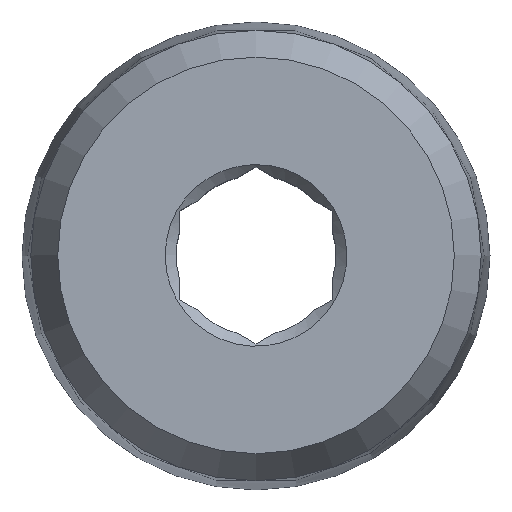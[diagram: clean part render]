
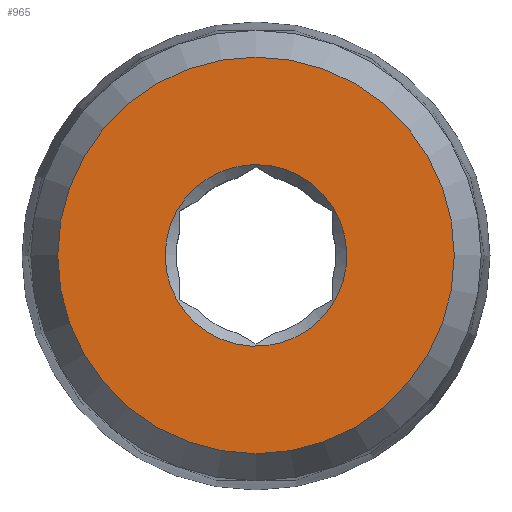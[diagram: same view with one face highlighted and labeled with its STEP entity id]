
A CAD part, top view. The second image highlights one B-rep face of the part: STEP entity #965.
In plain terms, the highlighted planar face has unit normal (0, 0, 1).
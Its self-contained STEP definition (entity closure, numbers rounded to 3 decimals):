
#27=PLANE('',#1049);
#121=CIRCLE('',#995,4.15);
#149=CIRCLE('',#1050,9.059);
#253=ORIENTED_EDGE('',*,*,#383,.F.);
#254=ORIENTED_EDGE('',*,*,#331,.T.);
#331=EDGE_CURVE('',#411,#411,#121,.T.);
#383=EDGE_CURVE('',#451,#451,#149,.T.);
#411=VERTEX_POINT('',#1344);
#451=VERTEX_POINT('',#1463);
#515=EDGE_LOOP('',(#253));
#516=EDGE_LOOP('',(#254));
#587=FACE_BOUND('',#515,.T.);
#588=FACE_BOUND('',#516,.T.);
#965=ADVANCED_FACE('',(#587,#588),#27,.F.);
#995=AXIS2_PLACEMENT_3D('',#1343,#1087,#1088);
#1049=AXIS2_PLACEMENT_3D('',#1461,#1219,#1220);
#1050=AXIS2_PLACEMENT_3D('',#1462,#1221,#1222);
#1087=DIRECTION('',(0.,0.,-1.));
#1088=DIRECTION('',(-1.,0.,0.));
#1219=DIRECTION('',(0.,0.,-1.));
#1220=DIRECTION('',(-1.,0.,0.));
#1221=DIRECTION('',(0.,0.,-1.));
#1222=DIRECTION('',(-1.,0.,0.));
#1343=CARTESIAN_POINT('',(0.,0.,15.));
#1344=CARTESIAN_POINT('',(-4.15,0.,15.));
#1461=CARTESIAN_POINT('',(0.,0.,15.));
#1462=CARTESIAN_POINT('',(0.,0.,15.));
#1463=CARTESIAN_POINT('',(-9.059,0.,15.));
